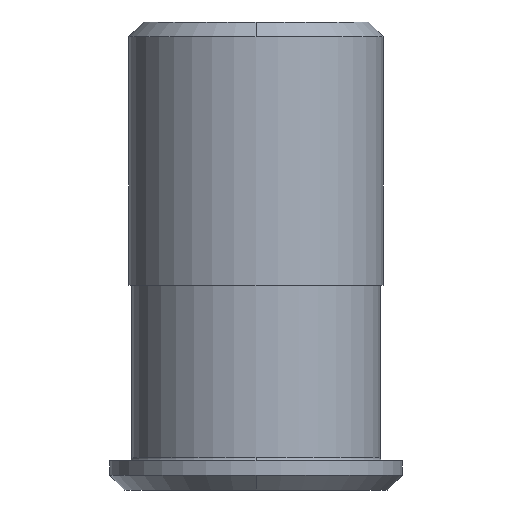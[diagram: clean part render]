
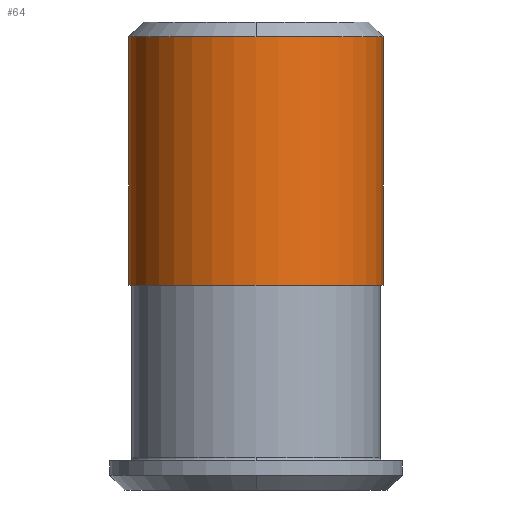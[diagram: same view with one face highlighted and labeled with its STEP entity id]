
A CAD part, front view. The second image highlights one B-rep face of the part: STEP entity #64.
In plain terms, the highlighted cylindrical face has radius 8.7 mm (diameter 17.4 mm), a partial arc.
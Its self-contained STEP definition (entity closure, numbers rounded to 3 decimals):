
#64=ADVANCED_FACE('',(#142),#143,.T.);
#142=FACE_OUTER_BOUND('',#236,.T.);
#143=CYLINDRICAL_SURFACE('',#237,8.7);
#236=EDGE_LOOP('',(#354,#355,#356,#357,#358));
#237=AXIS2_PLACEMENT_3D('',#359,#360,#361);
#354=ORIENTED_EDGE('',*,*,#564,.T.);
#355=ORIENTED_EDGE('',*,*,#541,.T.);
#356=ORIENTED_EDGE('',*,*,#565,.T.);
#357=ORIENTED_EDGE('',*,*,#566,.F.);
#358=ORIENTED_EDGE('',*,*,#567,.F.);
#359=CARTESIAN_POINT('',(0.,0.,31.6));
#360=DIRECTION('',(0.,0.,1.0));
#361=DIRECTION('',(-1.0,0.,0.0));
#541=EDGE_CURVE('',#635,#632,#636,.T.);
#564=EDGE_CURVE('',#674,#635,#675,.T.);
#565=EDGE_CURVE('',#632,#644,#676,.T.);
#566=EDGE_CURVE('',#677,#644,#678,.T.);
#567=EDGE_CURVE('',#674,#677,#679,.T.);
#632=VERTEX_POINT('',#758);
#635=VERTEX_POINT('',#762);
#636=CIRCLE('',#763,8.7);
#644=VERTEX_POINT('',#773);
#674=VERTEX_POINT('',#808);
#675=LINE('',#809,#810);
#676=CIRCLE('',#811,8.7);
#677=VERTEX_POINT('',#812);
#678=LINE('',#813,#814);
#679=CIRCLE('',#815,8.7);
#758=CARTESIAN_POINT('',(0.,-8.7,29.0));
#762=CARTESIAN_POINT('',(8.7,0.,29.0));
#763=AXIS2_PLACEMENT_3D('',#905,#906,#907);
#773=CARTESIAN_POINT('',(-8.7,0.,29.0));
#808=CARTESIAN_POINT('',(8.7,0.,12.0));
#809=CARTESIAN_POINT('',(8.7,0.,12.0));
#810=VECTOR('',#945,17.0);
#811=AXIS2_PLACEMENT_3D('',#946,#947,#948);
#812=CARTESIAN_POINT('',(-8.7,0.,12.0));
#813=CARTESIAN_POINT('',(-8.7,0.,12.0));
#814=VECTOR('',#949,17.0);
#815=AXIS2_PLACEMENT_3D('',#950,#951,#952);
#905=CARTESIAN_POINT('',(0.,0.,29.0));
#906=DIRECTION('',(0.,0.,-1.0));
#907=DIRECTION('',(1.0,0.,0.0));
#945=DIRECTION('',(0.,0.,1.0));
#946=CARTESIAN_POINT('',(0.,0.,29.0));
#947=DIRECTION('',(0.,0.,-1.0));
#948=DIRECTION('',(1.0,0.,0.0));
#949=DIRECTION('',(0.,0.,1.0));
#950=CARTESIAN_POINT('',(0.,0.,12.0));
#951=DIRECTION('',(0.,0.,-1.0));
#952=DIRECTION('',(1.0,0.,0.0));
